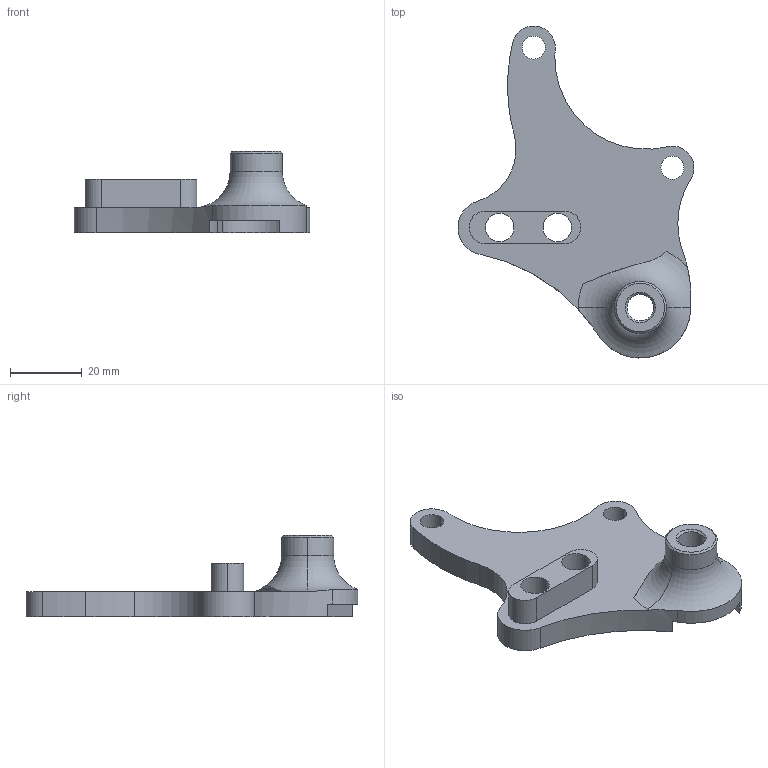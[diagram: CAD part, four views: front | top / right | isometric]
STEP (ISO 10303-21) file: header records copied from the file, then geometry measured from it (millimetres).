
FILE_DESCRIPTION (( 'STEP AP214' ), '1' );
FILE_NAME ('DR4056_Flat.STEP', '2018-09-11T18:03:54', ( 'JeffCAD' ), ( 'Microsoft' ), 'SwSTEP 2.0', 'SolidWorks 2018', '' );
FILE_SCHEMA (( 'AUTOMOTIVE_DESIGN' ));
Length unit declared in the file: millimetre
Products named in the file (1): DR4056_Flat
Bounding box: 65.57 x 92.26 x 22.6 mm (x, y, z)
Volume: 23285.6 mm3; surface area: 10347 mm2
Topology: 1 solids, 1 shells, 49 faces, 134 edges, 88 vertices
Faces by surface type: cylinder 33, plane 10, cone 4, torus 2
Entity records: 1675 total; most frequent: CARTESIAN_POINT 315, DIRECTION 303, ORIENTED_EDGE 268, EDGE_CURVE 134, AXIS2_PLACEMENT_3D 126, VERTEX_POINT 88, CIRCLE 76, EDGE_LOOP 60
